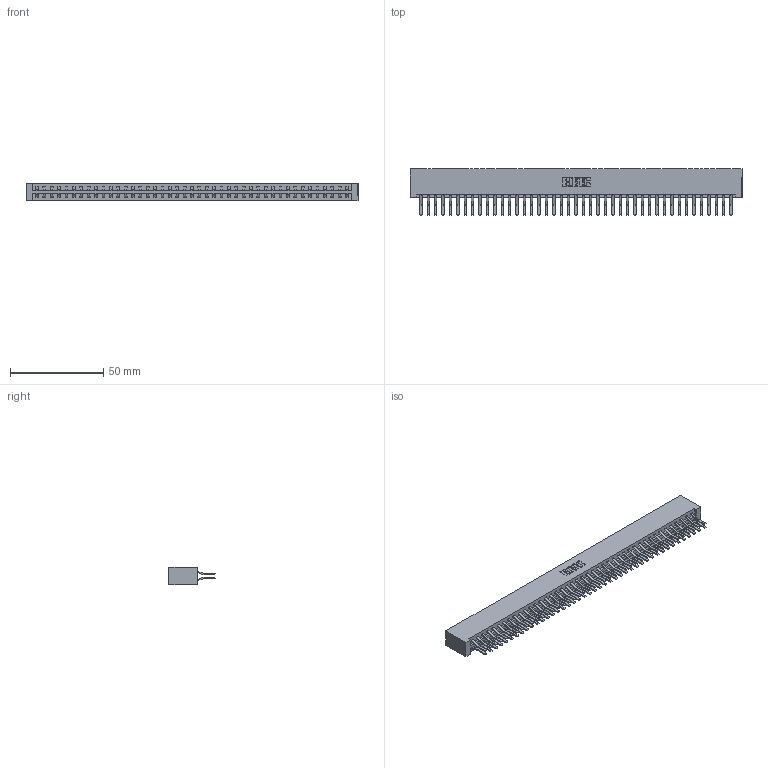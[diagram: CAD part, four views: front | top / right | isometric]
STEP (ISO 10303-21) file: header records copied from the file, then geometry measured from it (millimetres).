
FILE_DESCRIPTION (( 'STEP AP203' ), '1' );
FILE_NAME ('387-086-560-201.STEP', '2019-10-23T04:45:02', ( '' ), ( '' ), 'SwSTEP 2.0', 'SolidWorks 2016', '' );
FILE_SCHEMA (( 'CONFIG_CONTROL_DESIGN' ));
Length unit declared in the file: inch
Products named in the file (3): 345-292-001_560 Tail; 387-086-560-201; 337 Part_No Mounting Lugs
Assembly tree (87 placements, depth 2):
  387-086-560-201
    337 Part_No Mounting Lugs
    345-292-001_560 Tail  x86
Bounding box: 178.26 x 24.78 x 9.4 mm (x, y, z)
Volume: 20123.9 mm3; surface area: 24447.4 mm2
Topology: 87 solids, 87 shells, 4922 faces, 14649 edges, 9650 vertices
Faces by surface type: plane 3334, cylinder 1588
Entity records: 33021 total; most frequent: CARTESIAN_POINT 5562, ORIENTED_EDGE 5498, DIRECTION 4725, EDGE_CURVE 2749, VECTOR 2625, LINE 2625, VERTEX_POINT 1830, AXIS2_PLACEMENT_3D 1050
